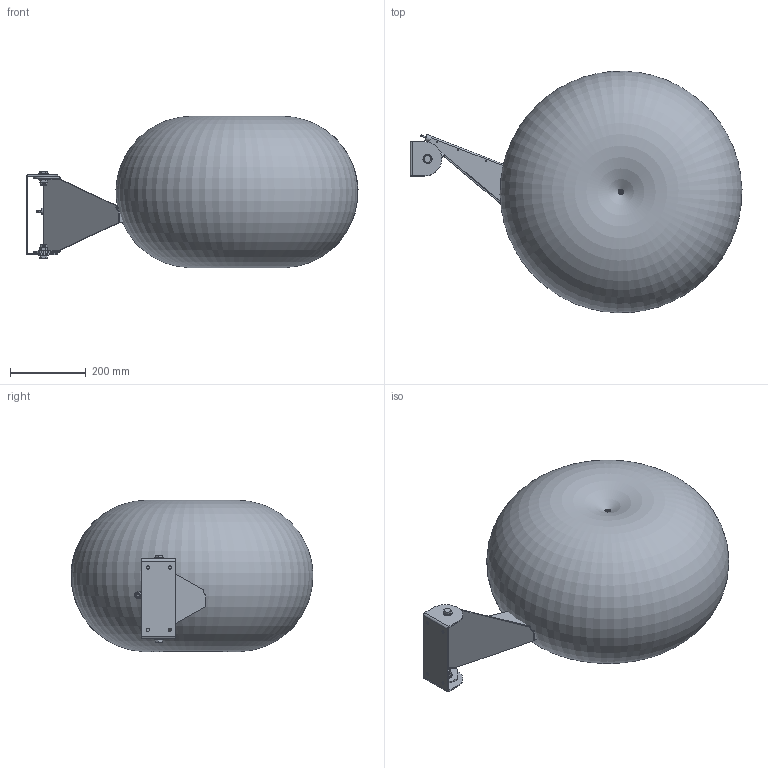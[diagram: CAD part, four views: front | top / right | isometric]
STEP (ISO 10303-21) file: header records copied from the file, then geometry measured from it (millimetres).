
FILE_DESCRIPTION(/* description */ ('Alibre Inc.'),/* implementation_level */ '2;1');
FILE_NAME(/* name */ 'export0',/* time_stamp */ '2014-11-27T16:53:39+01:00',/* author */ (''),/* organization */ (''),/* preprocessor_version */ 'ST-DEVELOPER v14',/* originating_system */ 'Alibre',/* authorisation */ '');
FILE_SCHEMA (('CONFIG_CONTROL_DESIGN'));
Length unit declared in the file: millimetre
Products named in the file (23): ID_1; COM; ID_2; ID_3; ID_4; ID_5
Bounding box: 877.31 x 639.37 x 399.82 mm (x, y, z)
Volume: 190942685.2 mm3; surface area: 2812339.1 mm2
Topology: 24 solids, 24 shells, 549 faces, 1245 edges, 771 vertices
Faces by surface type: plane 204, cone 163, cylinder 149, torus 23, bspline 10
Full cylindrical faces by diameter (mm): 4 x6, 4.2 x3, 8.2 x4, 10 x1, 10.106 x2, 12 x1, 12.2 x2, 12.5 x3, 16 x1, 20 x5, 21 x1, 28 x4, 30 x2, 38 x4, 40 x1, 47 x3, 54 x2
Entity records: 16145 total; most frequent: CARTESIAN_POINT 4475, DIRECTION 1915, ORIENTED_EDGE 1868, EDGE_CURVE 934, AXIS2_PLACEMENT_3D 865, VERTEX_POINT 613, EDGE_LOOP 551, FACE_BOUND 551
